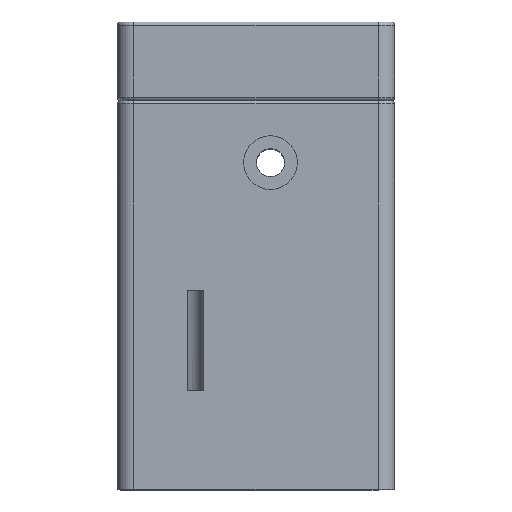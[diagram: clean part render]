
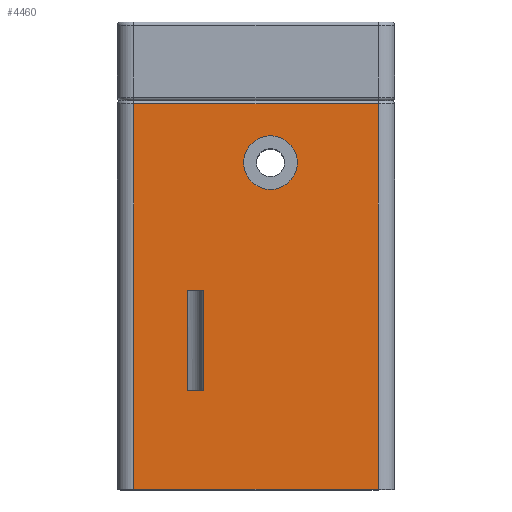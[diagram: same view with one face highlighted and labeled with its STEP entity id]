
A CAD part, top view. The second image highlights one B-rep face of the part: STEP entity #4460.
In plain terms, the highlighted planar face has unit normal (0, 0, 1).
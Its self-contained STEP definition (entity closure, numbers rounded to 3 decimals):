
#28=FACE_BOUND('',#1334,.T.);
#29=FACE_BOUND('',#1335,.T.);
#113=PLANE('',#4887);
#271=LINE('',#7997,#566);
#283=LINE('',#8029,#578);
#284=LINE('',#8033,#579);
#285=LINE('',#8034,#580);
#286=LINE('',#8037,#581);
#287=LINE('',#8039,#582);
#288=LINE('',#8041,#583);
#289=LINE('',#8042,#584);
#566=VECTOR('',#5788,10.);
#578=VECTOR('',#5824,10.);
#579=VECTOR('',#5829,10.);
#580=VECTOR('',#5830,10.);
#581=VECTOR('',#5831,10.);
#582=VECTOR('',#5832,10.);
#583=VECTOR('',#5833,10.);
#584=VECTOR('',#5834,10.);
#1044=FACE_OUTER_BOUND('',#1333,.T.);
#1333=EDGE_LOOP('',(#3486,#3487,#3488,#3489));
#1334=EDGE_LOOP('',(#3490,#3491,#3492,#3493));
#1335=EDGE_LOOP('',(#3494));
#1734=CIRCLE('',#4888,3.25);
#2081=VERTEX_POINT('',#7989);
#2083=VERTEX_POINT('',#7995);
#2091=VERTEX_POINT('',#8028);
#2092=VERTEX_POINT('',#8032);
#2093=VERTEX_POINT('',#8035);
#2094=VERTEX_POINT('',#8036);
#2095=VERTEX_POINT('',#8038);
#2096=VERTEX_POINT('',#8040);
#2097=VERTEX_POINT('',#8043);
#2587=EDGE_CURVE('',#2083,#2081,#271,.T.);
#2604=EDGE_CURVE('',#2081,#2091,#283,.T.);
#2606=EDGE_CURVE('',#2092,#2083,#284,.T.);
#2607=EDGE_CURVE('',#2091,#2092,#285,.T.);
#2608=EDGE_CURVE('',#2093,#2094,#286,.T.);
#2609=EDGE_CURVE('',#2094,#2095,#287,.T.);
#2610=EDGE_CURVE('',#2095,#2096,#288,.T.);
#2611=EDGE_CURVE('',#2096,#2093,#289,.T.);
#2612=EDGE_CURVE('',#2097,#2097,#1734,.T.);
#3486=ORIENTED_EDGE('',*,*,#2587,.F.);
#3487=ORIENTED_EDGE('',*,*,#2606,.F.);
#3488=ORIENTED_EDGE('',*,*,#2607,.F.);
#3489=ORIENTED_EDGE('',*,*,#2604,.F.);
#3490=ORIENTED_EDGE('',*,*,#2608,.T.);
#3491=ORIENTED_EDGE('',*,*,#2609,.T.);
#3492=ORIENTED_EDGE('',*,*,#2610,.T.);
#3493=ORIENTED_EDGE('',*,*,#2611,.T.);
#3494=ORIENTED_EDGE('',*,*,#2612,.T.);
#4460=ADVANCED_FACE('',(#1044,#28,#29),#113,.T.);
#4887=AXIS2_PLACEMENT_3D('',#8031,#5827,#5828);
#4888=AXIS2_PLACEMENT_3D('',#8044,#5835,#5836);
#5788=DIRECTION('',(1.,0.,0.));
#5824=DIRECTION('',(0.,-1.,0.));
#5827=DIRECTION('center_axis',(0.,0.,1.));
#5828=DIRECTION('ref_axis',(1.,0.,0.));
#5829=DIRECTION('',(0.,1.,0.));
#5830=DIRECTION('',(-1.,0.,0.));
#5831=DIRECTION('',(0.,1.,0.));
#5832=DIRECTION('',(1.,0.,0.));
#5833=DIRECTION('',(0.,-1.,0.));
#5834=DIRECTION('',(-1.,0.,0.));
#5835=DIRECTION('center_axis',(0.,0.,-1.));
#5836=DIRECTION('ref_axis',(1.,0.,0.));
#7989=CARTESIAN_POINT('',(13.,46.6,23.));
#7995=CARTESIAN_POINT('',(-16.5,46.6,23.));
#7997=CARTESIAN_POINT('',(-10.125,46.6,23.));
#8028=CARTESIAN_POINT('',(13.,0.,23.));
#8029=CARTESIAN_POINT('',(13.,0.,23.));
#8031=CARTESIAN_POINT('Origin',(-18.5,0.,23.));
#8032=CARTESIAN_POINT('',(-16.5,0.,23.));
#8033=CARTESIAN_POINT('',(-16.5,0.,23.));
#8034=CARTESIAN_POINT('',(-12.5,0.,23.));
#8035=CARTESIAN_POINT('',(-10.08,12.,23.));
#8036=CARTESIAN_POINT('',(-10.08,24.,23.));
#8037=CARTESIAN_POINT('',(-10.08,6.,23.));
#8038=CARTESIAN_POINT('',(-8.08,24.,23.));
#8039=CARTESIAN_POINT('',(-15.476,24.,23.));
#8040=CARTESIAN_POINT('',(-8.08,12.,23.));
#8041=CARTESIAN_POINT('',(-8.08,6.,23.));
#8042=CARTESIAN_POINT('',(-15.476,12.,23.));
#8043=CARTESIAN_POINT('',(-3.25,39.5,23.));
#8044=CARTESIAN_POINT('Origin',(0.,39.5,23.));
